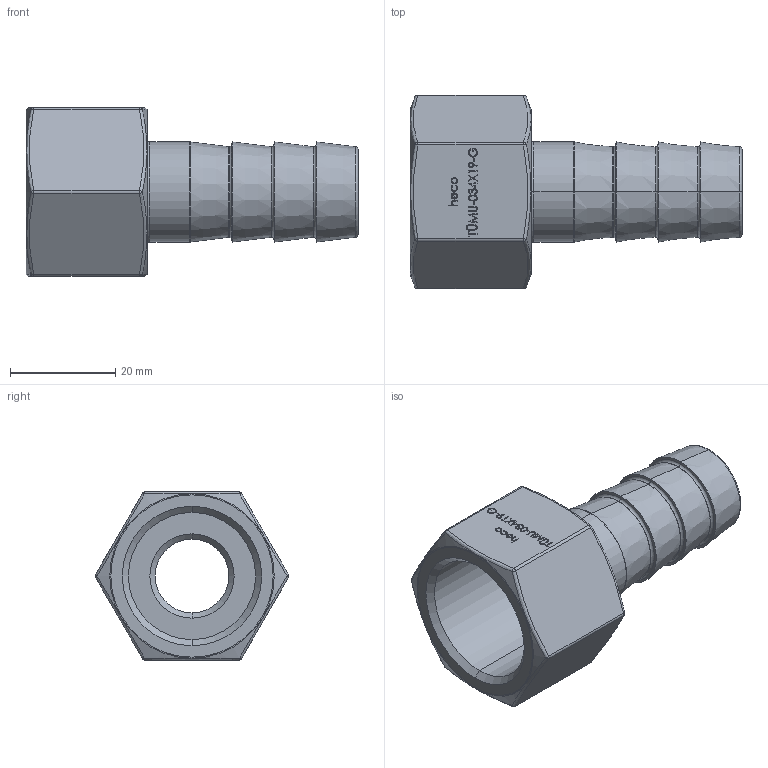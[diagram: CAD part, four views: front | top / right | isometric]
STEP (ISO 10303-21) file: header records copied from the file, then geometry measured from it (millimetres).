
FILE_DESCRIPTION (( 'STEP AP214' ), '1' );
FILE_NAME ('TÜMU-034X19-x Schlauchtülle mit Innengewinde.STEP', '2018-06-05T14:59:54', ( '' ), ( '' ), 'SwSTEP 2.0', 'SolidWorks 2016', '' );
FILE_SCHEMA (( 'AUTOMOTIVE_DESIGN' ));
Length unit declared in the file: millimetre
Products named in the file (1): TÜMU-034X19-x Schlauchtülle mit Innengewinde
Bounding box: 63 x 36.76 x 32 mm (x, y, z)
Volume: 15534.3 mm3; surface area: 9494.3 mm2
Topology: 1 solids, 1 shells, 309 faces, 773 edges, 488 vertices
Faces by surface type: plane 129, bspline 110, cone 24, torus 22, cylinder 12, sphere 12
Entity records: 17049 total; most frequent: CARTESIAN_POINT 8057, ORIENTED_EDGE 1530, DIRECTION 1057, EDGE_CURVE 765, VERTEX_POINT 484, LINE 425, VECTOR 425, EDGE_LOOP 337
